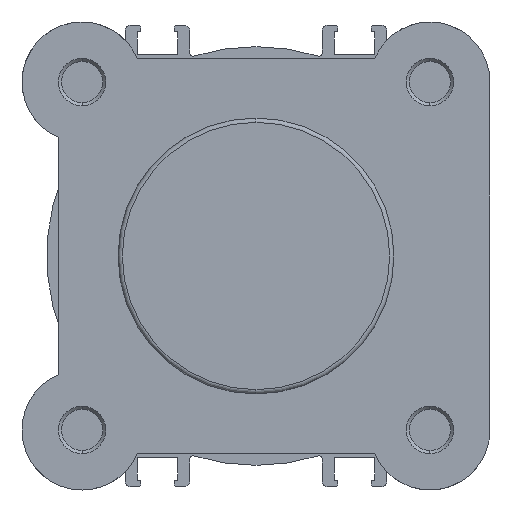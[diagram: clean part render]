
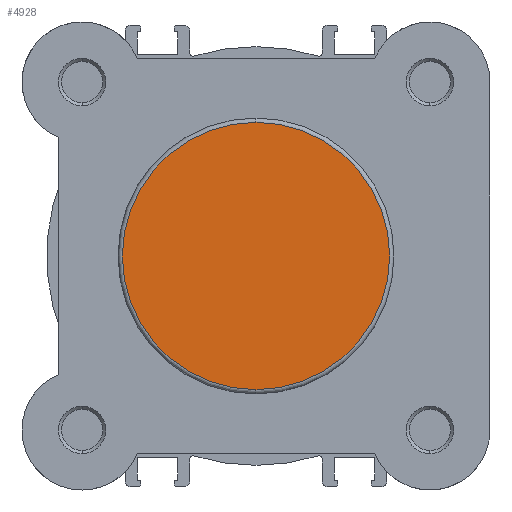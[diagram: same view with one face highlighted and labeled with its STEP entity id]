
A CAD part, left-side view. The second image highlights one B-rep face of the part: STEP entity #4928.
In plain terms, the highlighted planar face has unit normal (-1, 0, 0).
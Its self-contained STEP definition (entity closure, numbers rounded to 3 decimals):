
#63 = VERTEX_POINT ( 'NONE', #402 ) ;
#402 = CARTESIAN_POINT ( 'NONE',  ( 0., 0., -21.7 ) ) ;
#701 = CARTESIAN_POINT ( 'NONE',  ( 0., 0., 21.7 ) ) ;
#1040 = PLANE ( 'NONE',  #5689 ) ;
#1042 = CARTESIAN_POINT ( 'NONE',  ( 0., 22.4, 0. ) ) ;
#1051 = DIRECTION ( 'NONE',  ( 1., 0., 0. ) ) ;
#1052 = DIRECTION ( 'NONE',  ( 0., 0., -1. ) ) ;
#2326 = CIRCLE ( 'NONE', #6088, 21.7 ) ;
#2409 = CIRCLE ( 'NONE', #6118, 21.7 ) ;
#3700 = CARTESIAN_POINT ( 'NONE',  ( 0., 0., 0. ) ) ;
#3701 = DIRECTION ( 'NONE',  ( -1., 0., 0. ) ) ;
#3702 = DIRECTION ( 'NONE',  ( 0., 0., -1. ) ) ;
#3842 = CARTESIAN_POINT ( 'NONE',  ( 0., 0., 0. ) ) ;
#3843 = DIRECTION ( 'NONE',  ( -1., 0., 0. ) ) ;
#3844 = DIRECTION ( 'NONE',  ( 0., 0., -1. ) ) ;
#4386 = VERTEX_POINT ( 'NONE', #701 ) ;
#4928 = ADVANCED_FACE ( 'NONE', ( #7144 ), #1040, .F. ) ;
#5426 = EDGE_CURVE ( 'NONE', #63, #4386, #2326, .T. ) ;
#5482 = EDGE_CURVE ( 'NONE', #4386, #63, #2409, .T. ) ;
#5689 = AXIS2_PLACEMENT_3D ( 'NONE', #1042, #1051, #1052 ) ;
#6088 = AXIS2_PLACEMENT_3D ( 'NONE', #3700, #3701, #3702 ) ;
#6118 = AXIS2_PLACEMENT_3D ( 'NONE', #3842, #3843, #3844 ) ;
#6923 = EDGE_LOOP ( 'NONE', ( #7438, #7434 ) ) ;
#7144 = FACE_OUTER_BOUND ( 'NONE', #6923, .T. ) ;
#7434 = ORIENTED_EDGE ( 'NONE', *, *, #5482, .T. ) ;
#7438 = ORIENTED_EDGE ( 'NONE', *, *, #5426, .T. ) ;
